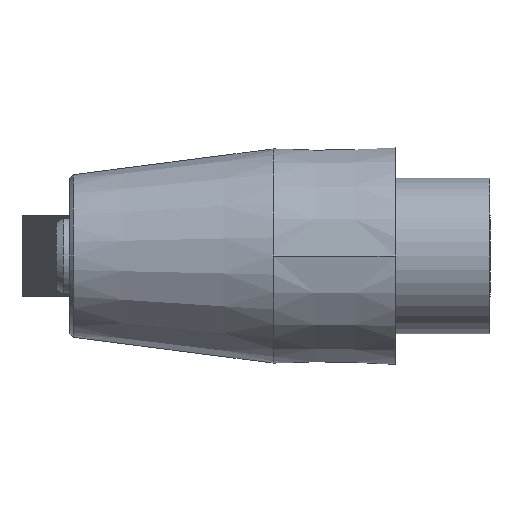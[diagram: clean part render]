
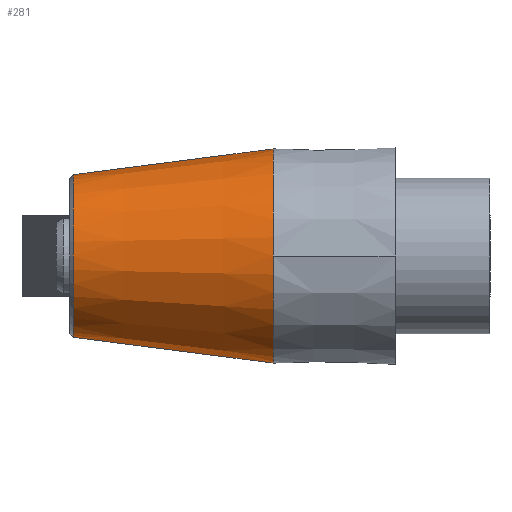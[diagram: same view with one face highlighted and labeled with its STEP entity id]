
A CAD part, left-side view. The second image highlights one B-rep face of the part: STEP entity #281.
In plain terms, the highlighted conical face has half-angle 7.34 degrees and reference radius 6 mm.
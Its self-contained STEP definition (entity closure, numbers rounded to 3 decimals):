
#3 = CARTESIAN_POINT ( 'NONE',  ( 0., 30.75, 6. ) ) ;
#83 = ORIENTED_EDGE ( 'NONE', *, *, #758, .F. ) ;
#87 = CARTESIAN_POINT ( 'NONE',  ( 0., 30.75, -6. ) ) ;
#152 = EDGE_CURVE ( 'NONE', #1236, #658, #1243, .T. ) ;
#154 = CARTESIAN_POINT ( 'NONE',  ( 0., 30.75, 6. ) ) ;
#195 = EDGE_CURVE ( 'NONE', #1386, #893, #357, .T. ) ;
#199 = AXIS2_PLACEMENT_3D ( 'NONE', #470, #1153, #1044 ) ;
#206 = CIRCLE ( 'NONE', #396, 7.9 ) ;
#225 = DIRECTION ( 'NONE',  ( 0., 1., 0. ) ) ;
#230 = LINE ( 'NONE', #3, #336 ) ;
#279 = DIRECTION ( 'NONE',  ( 0., 1., 0. ) ) ;
#281 = ADVANCED_FACE ( 'NONE', ( #355 ), #689, .T. ) ;
#336 = VECTOR ( 'NONE', #1136, 1000. ) ;
#347 = DIRECTION ( 'NONE',  ( -1., 0., 0. ) ) ;
#355 = FACE_OUTER_BOUND ( 'NONE', #1014, .T. ) ;
#357 = CIRCLE ( 'NONE', #1180, 7.9 ) ;
#396 = AXIS2_PLACEMENT_3D ( 'NONE', #962, #279, #733 ) ;
#426 = ORIENTED_EDGE ( 'NONE', *, *, #195, .T. ) ;
#431 = EDGE_CURVE ( 'NONE', #1236, #1386, #528, .T. ) ;
#470 = CARTESIAN_POINT ( 'NONE',  ( 0., 30.75, 0. ) ) ;
#528 = LINE ( 'NONE', #87, #604 ) ;
#589 = CARTESIAN_POINT ( 'NONE',  ( 0., 16., -7.9 ) ) ;
#604 = VECTOR ( 'NONE', #1408, 1000. ) ;
#615 = CARTESIAN_POINT ( 'NONE',  ( 0., 16., 7.9 ) ) ;
#658 = VERTEX_POINT ( 'NONE', #154 ) ;
#664 = VERTEX_POINT ( 'NONE', #615 ) ;
#688 = DIRECTION ( 'NONE',  ( 0., 1., 0. ) ) ;
#689 = CONICAL_SURFACE ( 'NONE', #199, 6., 0.128 ) ;
#697 = DIRECTION ( 'NONE',  ( -1., 0., 0. ) ) ;
#733 = DIRECTION ( 'NONE',  ( -1., 0., 0. ) ) ;
#758 = EDGE_CURVE ( 'NONE', #658, #664, #230, .T. ) ;
#887 = CARTESIAN_POINT ( 'NONE',  ( 0., 16., 0. ) ) ;
#893 = VERTEX_POINT ( 'NONE', #1192 ) ;
#934 = EDGE_CURVE ( 'NONE', #893, #664, #206, .T. ) ;
#945 = ORIENTED_EDGE ( 'NONE', *, *, #152, .F. ) ;
#962 = CARTESIAN_POINT ( 'NONE',  ( 0., 16., 0. ) ) ;
#1013 = CARTESIAN_POINT ( 'NONE',  ( 0., 30.75, 0. ) ) ;
#1014 = EDGE_LOOP ( 'NONE', ( #83, #945, #1228, #426, #1400 ) ) ;
#1044 = DIRECTION ( 'NONE',  ( 0., 0., -1. ) ) ;
#1136 = DIRECTION ( 'NONE',  ( 0., -0.992, 0.128 ) ) ;
#1153 = DIRECTION ( 'NONE',  ( 0., -1., 0. ) ) ;
#1180 = AXIS2_PLACEMENT_3D ( 'NONE', #887, #225, #697 ) ;
#1192 = CARTESIAN_POINT ( 'NONE',  ( -7.9, 16., 0. ) ) ;
#1228 = ORIENTED_EDGE ( 'NONE', *, *, #431, .T. ) ;
#1236 = VERTEX_POINT ( 'NONE', #1315 ) ;
#1243 = CIRCLE ( 'NONE', #1432, 6. ) ;
#1315 = CARTESIAN_POINT ( 'NONE',  ( 0., 30.75, -6. ) ) ;
#1386 = VERTEX_POINT ( 'NONE', #589 ) ;
#1400 = ORIENTED_EDGE ( 'NONE', *, *, #934, .T. ) ;
#1408 = DIRECTION ( 'NONE',  ( 0., -0.992, -0.128 ) ) ;
#1432 = AXIS2_PLACEMENT_3D ( 'NONE', #1013, #688, #347 ) ;
